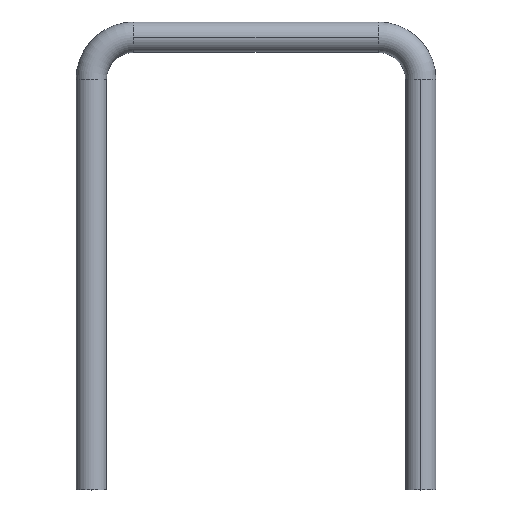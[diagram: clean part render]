
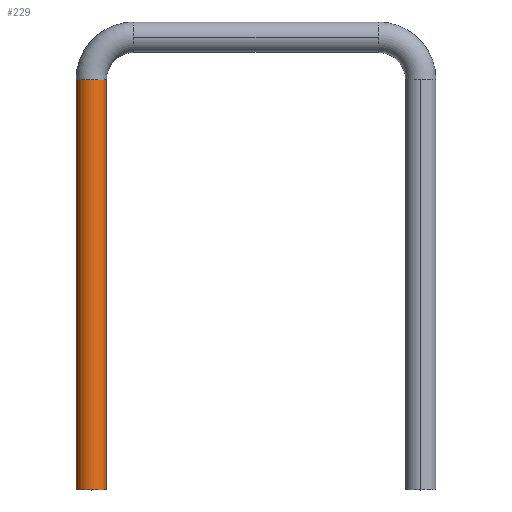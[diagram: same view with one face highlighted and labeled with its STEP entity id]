
A CAD part, top view. The second image highlights one B-rep face of the part: STEP entity #229.
In plain terms, the highlighted cylindrical face has radius 0.356 mm (diameter 0.711 mm), a partial arc.
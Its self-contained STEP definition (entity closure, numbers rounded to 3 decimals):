
#8 = VERTEX_POINT ( 'NONE', #337 ) ;
#11 = CIRCLE ( 'NONE', #132, 0.356 ) ;
#14 = DIRECTION ( 'NONE',  ( 0., 1., 0. ) ) ;
#19 = DIRECTION ( 'NONE',  ( 0., 1., 0. ) ) ;
#22 = LINE ( 'NONE', #276, #350 ) ;
#23 = CARTESIAN_POINT ( 'NONE',  ( 0.356, 0., 0. ) ) ;
#30 = ORIENTED_EDGE ( 'NONE', *, *, #355, .F. ) ;
#41 = ORIENTED_EDGE ( 'NONE', *, *, #397, .T. ) ;
#66 = DIRECTION ( 'NONE',  ( 0., 0., 1. ) ) ;
#75 = DIRECTION ( 'NONE',  ( -1., 0., 0. ) ) ;
#100 = AXIS2_PLACEMENT_3D ( 'NONE', #144, #19, #75 ) ;
#120 = DIRECTION ( 'NONE',  ( 0., 1., 0. ) ) ;
#121 = ORIENTED_EDGE ( 'NONE', *, *, #258, .F. ) ;
#132 = AXIS2_PLACEMENT_3D ( 'NONE', #303, #332, #149 ) ;
#144 = CARTESIAN_POINT ( 'NONE',  ( 0., 0., 0. ) ) ;
#149 = DIRECTION ( 'NONE',  ( 0., 0., 1. ) ) ;
#176 = CYLINDRICAL_SURFACE ( 'NONE', #100, 0.356 ) ;
#180 = VERTEX_POINT ( 'NONE', #23 ) ;
#196 = FACE_OUTER_BOUND ( 'NONE', #213, .T. ) ;
#203 = VERTEX_POINT ( 'NONE', #336 ) ;
#213 = EDGE_LOOP ( 'NONE', ( #41, #262, #121, #30 ) ) ;
#229 = ADVANCED_FACE ( 'NONE', ( #196 ), #176, .T. ) ;
#230 = VECTOR ( 'NONE', #14, 1000. ) ;
#258 = EDGE_CURVE ( 'NONE', #318, #8, #11, .T. ) ;
#262 = ORIENTED_EDGE ( 'NONE', *, *, #381, .T. ) ;
#276 = CARTESIAN_POINT ( 'NONE',  ( 0.356, 0., 0. ) ) ;
#299 = CARTESIAN_POINT ( 'NONE',  ( -0.356, 0., 0. ) ) ;
#303 = CARTESIAN_POINT ( 'NONE',  ( 0., 9.594, 0. ) ) ;
#312 = CARTESIAN_POINT ( 'NONE',  ( 0., 0., 0. ) ) ;
#318 = VERTEX_POINT ( 'NONE', #362 ) ;
#332 = DIRECTION ( 'NONE',  ( 0., 1., 0. ) ) ;
#336 = CARTESIAN_POINT ( 'NONE',  ( -0.356, 0., 0. ) ) ;
#337 = CARTESIAN_POINT ( 'NONE',  ( 0.356, 9.594, 0. ) ) ;
#339 = CIRCLE ( 'NONE', #382, 0.356 ) ;
#350 = VECTOR ( 'NONE', #393, 1000. ) ;
#355 = EDGE_CURVE ( 'NONE', #203, #318, #356, .T. ) ;
#356 = LINE ( 'NONE', #299, #230 ) ;
#362 = CARTESIAN_POINT ( 'NONE',  ( -0.356, 9.594, 0. ) ) ;
#381 = EDGE_CURVE ( 'NONE', #180, #8, #22, .T. ) ;
#382 = AXIS2_PLACEMENT_3D ( 'NONE', #312, #120, #66 ) ;
#393 = DIRECTION ( 'NONE',  ( 0., 1., 0. ) ) ;
#397 = EDGE_CURVE ( 'NONE', #203, #180, #339, .T. ) ;
